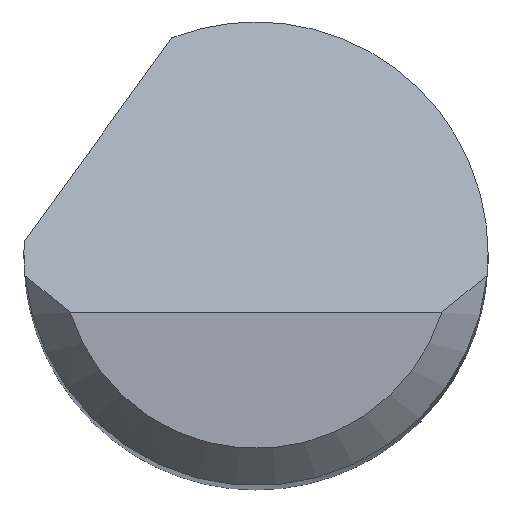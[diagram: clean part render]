
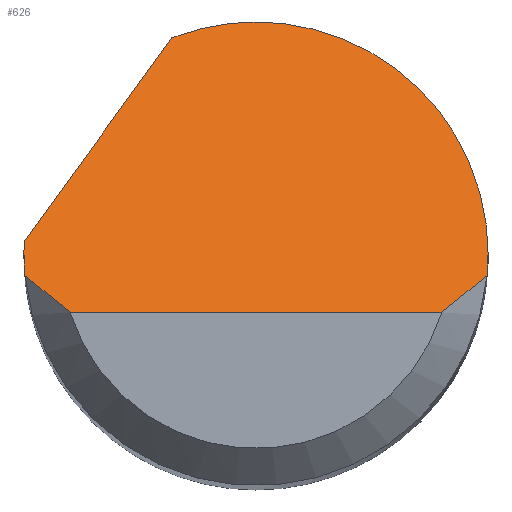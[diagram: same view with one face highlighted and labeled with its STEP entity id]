
A CAD part, top view. The second image highlights one B-rep face of the part: STEP entity #626.
In plain terms, the highlighted planar face has unit normal (0, 0.707, 0.707).
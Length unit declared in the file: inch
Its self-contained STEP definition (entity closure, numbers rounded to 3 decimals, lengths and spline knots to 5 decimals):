
#45 = CARTESIAN_POINT ( 'NONE',  ( 0.09334, -0.00875, 1.985 ) ) ;
#53 = CARTESIAN_POINT ( 'NONE',  ( -0.03394, 0.08739, 1.88886 ) ) ;
#66 = CARTESIAN_POINT ( 'NONE',  ( 0.09375, 0., 1.97625 ) ) ;
#71 = VERTEX_POINT ( 'NONE', #376 ) ;
#96 = EDGE_CURVE ( 'NONE', #175, #655, #701, .T. ) ;
#111 = CARTESIAN_POINT ( 'NONE',  ( -0.07508, -0.02375, 2. ) ) ;
#123 = CARTESIAN_POINT ( 'NONE',  ( 0.09334, -0.00875, 1.985 ) ) ;
#132 = ORIENTED_EDGE ( 'NONE', *, *, #248, .F. ) ;
#134 = EDGE_CURVE ( 'NONE', #443, #773, #867, .T. ) ;
#148 = ORIENTED_EDGE ( 'NONE', *, *, #134, .F. ) ;
#175 = VERTEX_POINT ( 'NONE', #335 ) ;
#176 = CARTESIAN_POINT ( 'NONE',  ( 0.07508, -0.02375, 2. ) ) ;
#183 = DIRECTION ( 'NONE',  ( 0., -0.707, -0.707 ) ) ;
#192 = CARTESIAN_POINT ( 'NONE',  ( -0.03394, 0.08739, 1.88886 ) ) ;
#205 = CARTESIAN_POINT ( 'NONE',  ( -0.09375, 0., 1.97625 ) ) ;
#241 = AXIS2_PLACEMENT_3D ( 'NONE', #806, #183, #852 ) ;
#247 = PLANE ( 'NONE',  #241 ) ;
#248 = EDGE_CURVE ( 'NONE', #780, #443, #254, .T. ) ;
#249 = CARTESIAN_POINT ( 'NONE',  ( -0.08157, -0.019, 1.99525 ) ) ;
#254 =( BOUNDED_CURVE ( )  B_SPLINE_CURVE ( 3, ( #875, #256, #423, #702 ),
 .UNSPECIFIED., .F., .T. ) 
 B_SPLINE_CURVE_WITH_KNOTS ( ( 4, 4 ),
 ( 4.71239, 4.76575 ),
 .UNSPECIFIED. ) 
 CURVE ( )  GEOMETRIC_REPRESENTATION_ITEM ( )  RATIONAL_B_SPLINE_CURVE ( ( 1., 1., 1., 1. ) ) 
 REPRESENTATION_ITEM ( '' )  );
#256 = CARTESIAN_POINT ( 'NONE',  ( -0.09375, 0.00167, 1.97458 ) ) ;
#275 = CARTESIAN_POINT ( 'NONE',  ( 0., -0.02375, 2. ) ) ;
#284 = VECTOR ( 'NONE', #641, 39.37008 ) ;
#307 = FACE_OUTER_BOUND ( 'NONE', #495, .T. ) ;
#316 = ORIENTED_EDGE ( 'NONE', *, *, #96, .T. ) ;
#334 = CARTESIAN_POINT ( 'NONE',  ( -0.09375, -0.00292, 1.97917 ) ) ;
#335 = CARTESIAN_POINT ( 'NONE',  ( -0.09334, -0.00875, 1.985 ) ) ;
#361 = CARTESIAN_POINT ( 'NONE',  ( 0.09375, 0., 1.97625 ) ) ;
#362 = CARTESIAN_POINT ( 'NONE',  ( -0.11014, -0.01781, 1.99406 ) ) ;
#365 = EDGE_CURVE ( 'NONE', #655, #71, #812, .T. ) ;
#376 = CARTESIAN_POINT ( 'NONE',  ( 0.07508, -0.02375, 2. ) ) ;
#387 = CARTESIAN_POINT ( 'NONE',  ( -0.08761, -0.01397, 1.99022 ) ) ;
#393 = EDGE_CURVE ( 'NONE', #175, #780, #603, .T. ) ;
#401 =( BOUNDED_CURVE ( )  B_SPLINE_CURVE ( 3, ( #53, #496, #491, #361 ),
 .UNSPECIFIED., .F., .T. ) 
 B_SPLINE_CURVE_WITH_KNOTS ( ( 4, 4 ),
 ( 5.91277, 7.85398 ),
 .UNSPECIFIED. ) 
 CURVE ( )  GEOMETRIC_REPRESENTATION_ITEM ( )  RATIONAL_B_SPLINE_CURVE ( ( 1., 0.71, 0.71, 1. ) ) 
 REPRESENTATION_ITEM ( '' )  );
#417 = CARTESIAN_POINT ( 'NONE',  ( 0.09361, -0.00584, 1.98209 ) ) ;
#423 = CARTESIAN_POINT ( 'NONE',  ( -0.09371, 0.00333, 1.97292 ) ) ;
#443 = VERTEX_POINT ( 'NONE', #840 ) ;
#491 = CARTESIAN_POINT ( 'NONE',  ( 0.09375, 0.07266, 1.90359 ) ) ;
#495 = EDGE_LOOP ( 'NONE', ( #782, #684, #832, #886, #148, #132, #826, #316 ) ) ;
#496 = CARTESIAN_POINT ( 'NONE',  ( 0.03379, 0.11369, 1.86256 ) ) ;
#534 = CARTESIAN_POINT ( 'NONE',  ( -0.09361, -0.00584, 1.98209 ) ) ;
#575 = EDGE_CURVE ( 'NONE', #71, #757, #611, .T. ) ;
#601 = CARTESIAN_POINT ( 'NONE',  ( -0.09334, -0.00875, 1.985 ) ) ;
#603 =( BOUNDED_CURVE ( )  B_SPLINE_CURVE ( 3, ( #680, #534, #334, #616 ),
 .UNSPECIFIED., .F., .F. ) 
 B_SPLINE_CURVE_WITH_KNOTS ( ( 4, 4 ),
 ( 4.61892, 4.71239 ),
 .UNSPECIFIED. ) 
 CURVE ( )  GEOMETRIC_REPRESENTATION_ITEM ( )  RATIONAL_B_SPLINE_CURVE ( ( 1., 0.999, 0.999, 1. ) ) 
 REPRESENTATION_ITEM ( '' )  );
#611 = B_SPLINE_CURVE_WITH_KNOTS ( 'NONE', 3,
 ( #176, #800, #868, #45 ),
 .UNSPECIFIED., .F., .F.,
 ( 4, 4 ),
 ( 0., 0.00071 ),
 .UNSPECIFIED. ) ;
#616 = CARTESIAN_POINT ( 'NONE',  ( -0.09375, 0., 1.97625 ) ) ;
#626 = ADVANCED_FACE ( 'NONE', ( #307 ), #247, .F. ) ;
#641 = DIRECTION ( 'NONE',  ( 0.456, 0.629, -0.629 ) ) ;
#648 =( BOUNDED_CURVE ( )  B_SPLINE_CURVE ( 3, ( #66, #700, #417, #689 ),
 .UNSPECIFIED., .F., .F. ) 
 B_SPLINE_CURVE_WITH_KNOTS ( ( 4, 4 ),
 ( 1.5708, 1.66427 ),
 .UNSPECIFIED. ) 
 CURVE ( )  GEOMETRIC_REPRESENTATION_ITEM ( )  RATIONAL_B_SPLINE_CURVE ( ( 1., 0.999, 0.999, 1. ) ) 
 REPRESENTATION_ITEM ( '' )  );
#655 = VERTEX_POINT ( 'NONE', #111 ) ;
#680 = CARTESIAN_POINT ( 'NONE',  ( -0.09334, -0.00875, 1.985 ) ) ;
#684 = ORIENTED_EDGE ( 'NONE', *, *, #575, .T. ) ;
#689 = CARTESIAN_POINT ( 'NONE',  ( 0.09334, -0.00875, 1.985 ) ) ;
#700 = CARTESIAN_POINT ( 'NONE',  ( 0.09375, -0.00292, 1.97917 ) ) ;
#701 = B_SPLINE_CURVE_WITH_KNOTS ( 'NONE', 3,
 ( #601, #387, #249, #845 ),
 .UNSPECIFIED., .F., .F.,
 ( 4, 4 ),
 ( 0., 0.00071 ),
 .UNSPECIFIED. ) ;
#702 = CARTESIAN_POINT ( 'NONE',  ( -0.09362, 0.005, 1.97125 ) ) ;
#753 = DIRECTION ( 'NONE',  ( 1., 0., 0. ) ) ;
#757 = VERTEX_POINT ( 'NONE', #123 ) ;
#773 = VERTEX_POINT ( 'NONE', #192 ) ;
#780 = VERTEX_POINT ( 'NONE', #205 ) ;
#782 = ORIENTED_EDGE ( 'NONE', *, *, #365, .T. ) ;
#793 = VERTEX_POINT ( 'NONE', #876 ) ;
#800 = CARTESIAN_POINT ( 'NONE',  ( 0.08157, -0.019, 1.99525 ) ) ;
#806 = CARTESIAN_POINT ( 'NONE',  ( -0.09375, -0.02375, 2. ) ) ;
#812 = LINE ( 'NONE', #275, #820 ) ;
#818 = EDGE_CURVE ( 'NONE', #773, #793, #401, .T. ) ;
#820 = VECTOR ( 'NONE', #753, 39.37008 ) ;
#826 = ORIENTED_EDGE ( 'NONE', *, *, #393, .F. ) ;
#832 = ORIENTED_EDGE ( 'NONE', *, *, #854, .F. ) ;
#840 = CARTESIAN_POINT ( 'NONE',  ( -0.09362, 0.005, 1.97125 ) ) ;
#845 = CARTESIAN_POINT ( 'NONE',  ( -0.07508, -0.02375, 2. ) ) ;
#852 = DIRECTION ( 'NONE',  ( 0., 0.707, -0.707 ) ) ;
#854 = EDGE_CURVE ( 'NONE', #793, #757, #648, .T. ) ;
#867 = LINE ( 'NONE', #362, #284 ) ;
#868 = CARTESIAN_POINT ( 'NONE',  ( 0.08761, -0.01397, 1.99022 ) ) ;
#875 = CARTESIAN_POINT ( 'NONE',  ( -0.09375, 0., 1.97625 ) ) ;
#876 = CARTESIAN_POINT ( 'NONE',  ( 0.09375, 0., 1.97625 ) ) ;
#886 = ORIENTED_EDGE ( 'NONE', *, *, #818, .F. ) ;
